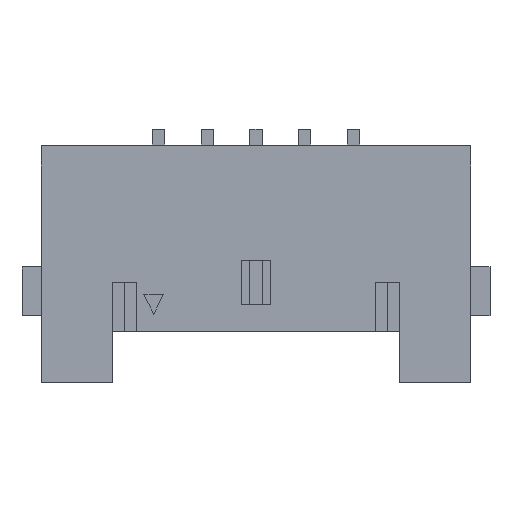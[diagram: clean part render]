
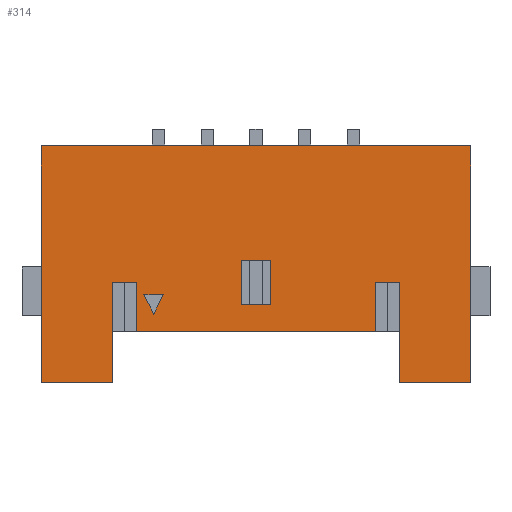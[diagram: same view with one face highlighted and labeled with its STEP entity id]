
A CAD part, top view. The second image highlights one B-rep face of the part: STEP entity #314.
In plain terms, the highlighted planar face has unit normal (0, 0, 1).
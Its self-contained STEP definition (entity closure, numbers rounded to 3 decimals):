
#314=ADVANCED_FACE('',(#719,#720,#721),#531,.T.);
#531=PLANE('',#4502);
#719=FACE_BOUND('',#754,.T.);
#720=FACE_BOUND('',#755,.T.);
#721=FACE_BOUND('',#756,.T.);
#754=EDGE_LOOP('',(#1122,#1123,#1124));
#755=EDGE_LOOP('',(#1125,#1126,#1127,#1128));
#756=EDGE_LOOP('',(#1129,#1130,#1131,#1132,#1133,#1134,#1135,#1136,#1137,
#1138,#1139,#1140));
#1122=ORIENTED_EDGE('',*,*,#2787,.F.);
#1123=ORIENTED_EDGE('',*,*,#2788,.F.);
#1124=ORIENTED_EDGE('',*,*,#2789,.F.);
#1125=ORIENTED_EDGE('',*,*,#2790,.F.);
#1126=ORIENTED_EDGE('',*,*,#2791,.F.);
#1127=ORIENTED_EDGE('',*,*,#2792,.F.);
#1128=ORIENTED_EDGE('',*,*,#2793,.F.);
#1129=ORIENTED_EDGE('',*,*,#2794,.F.);
#1130=ORIENTED_EDGE('',*,*,#2795,.F.);
#1131=ORIENTED_EDGE('',*,*,#2796,.F.);
#1132=ORIENTED_EDGE('',*,*,#2797,.F.);
#1133=ORIENTED_EDGE('',*,*,#2798,.F.);
#1134=ORIENTED_EDGE('',*,*,#2799,.F.);
#1135=ORIENTED_EDGE('',*,*,#2800,.F.);
#1136=ORIENTED_EDGE('',*,*,#2750,.F.);
#1137=ORIENTED_EDGE('',*,*,#2740,.F.);
#1138=ORIENTED_EDGE('',*,*,#2801,.T.);
#1139=ORIENTED_EDGE('',*,*,#2732,.T.);
#1140=ORIENTED_EDGE('',*,*,#2745,.F.);
#2307=VERTEX_POINT('',#6015);
#2308=VERTEX_POINT('',#6017);
#2311=VERTEX_POINT('',#6024);
#2315=VERTEX_POINT('',#6032);
#2319=VERTEX_POINT('',#6042);
#2322=VERTEX_POINT('',#6052);
#2355=VERTEX_POINT('',#6125);
#2356=VERTEX_POINT('',#6126);
#2357=VERTEX_POINT('',#6128);
#2358=VERTEX_POINT('',#6131);
#2359=VERTEX_POINT('',#6132);
#2360=VERTEX_POINT('',#6134);
#2361=VERTEX_POINT('',#6136);
#2362=VERTEX_POINT('',#6139);
#2363=VERTEX_POINT('',#6141);
#2364=VERTEX_POINT('',#6143);
#2365=VERTEX_POINT('',#6145);
#2366=VERTEX_POINT('',#6147);
#2367=VERTEX_POINT('',#6149);
#2732=EDGE_CURVE('',#2308,#2307,#3366,.T.);
#2740=EDGE_CURVE('',#2315,#2311,#3374,.T.);
#2745=EDGE_CURVE('',#2319,#2307,#3379,.T.);
#2750=EDGE_CURVE('',#2311,#2322,#3384,.T.);
#2787=EDGE_CURVE('',#2355,#2356,#3421,.T.);
#2788=EDGE_CURVE('',#2357,#2355,#3422,.T.);
#2789=EDGE_CURVE('',#2356,#2357,#3423,.T.);
#2790=EDGE_CURVE('',#2358,#2359,#3424,.T.);
#2791=EDGE_CURVE('',#2360,#2358,#3425,.T.);
#2792=EDGE_CURVE('',#2361,#2360,#3426,.T.);
#2793=EDGE_CURVE('',#2359,#2361,#3427,.T.);
#2794=EDGE_CURVE('',#2362,#2319,#3428,.T.);
#2795=EDGE_CURVE('',#2363,#2362,#3429,.T.);
#2796=EDGE_CURVE('',#2364,#2363,#3430,.T.);
#2797=EDGE_CURVE('',#2365,#2364,#3431,.T.);
#2798=EDGE_CURVE('',#2366,#2365,#3432,.T.);
#2799=EDGE_CURVE('',#2367,#2366,#3433,.T.);
#2800=EDGE_CURVE('',#2322,#2367,#3434,.T.);
#2801=EDGE_CURVE('',#2315,#2308,#3435,.T.);
#3366=LINE('',#6016,#3968);
#3374=LINE('',#6033,#3976);
#3379=LINE('',#6043,#3981);
#3384=LINE('',#6051,#3986);
#3421=LINE('',#6124,#4023);
#3422=LINE('',#6127,#4024);
#3423=LINE('',#6129,#4025);
#3424=LINE('',#6130,#4026);
#3425=LINE('',#6133,#4027);
#3426=LINE('',#6135,#4028);
#3427=LINE('',#6137,#4029);
#3428=LINE('',#6138,#4030);
#3429=LINE('',#6140,#4031);
#3430=LINE('',#6142,#4032);
#3431=LINE('',#6144,#4033);
#3432=LINE('',#6146,#4034);
#3433=LINE('',#6148,#4035);
#3434=LINE('',#6150,#4036);
#3435=LINE('',#6151,#4037);
#3968=VECTOR('',#4848,1.);
#3976=VECTOR('',#4858,1.);
#3981=VECTOR('',#4865,1.);
#3986=VECTOR('',#4872,1.);
#4023=VECTOR('',#4915,1.);
#4024=VECTOR('',#4916,1.);
#4025=VECTOR('',#4917,1.);
#4026=VECTOR('',#4918,1.);
#4027=VECTOR('',#4919,1.);
#4028=VECTOR('',#4920,1.);
#4029=VECTOR('',#4921,1.);
#4030=VECTOR('',#4922,1.);
#4031=VECTOR('',#4923,1.);
#4032=VECTOR('',#4924,1.);
#4033=VECTOR('',#4925,1.);
#4034=VECTOR('',#4926,1.);
#4035=VECTOR('',#4927,1.);
#4036=VECTOR('',#4928,1.);
#4037=VECTOR('',#4929,1.);
#4502=AXIS2_PLACEMENT_3D('',#6152,#4930,#4931);
#4848=DIRECTION('',(0.,-1.,0.));
#4858=DIRECTION('',(0.,-1.,0.));
#4865=DIRECTION('',(-1.,0.,0.));
#4872=DIRECTION('',(-1.,0.,0.));
#4915=DIRECTION('',(0.447,-0.894,0.));
#4916=DIRECTION('',(-1.,0.,0.));
#4917=DIRECTION('',(0.447,0.894,0.));
#4918=DIRECTION('',(0.,-1.,0.));
#4919=DIRECTION('',(-1.,0.,0.));
#4920=DIRECTION('',(0.,1.,0.));
#4921=DIRECTION('',(1.,0.,0.));
#4922=DIRECTION('',(0.,-1.,0.));
#4923=DIRECTION('',(-1.,0.,0.));
#4924=DIRECTION('',(0.,1.,0.));
#4925=DIRECTION('',(-1.,0.,0.));
#4926=DIRECTION('',(0.,-1.,0.));
#4927=DIRECTION('',(-1.,0.,0.));
#4928=DIRECTION('',(0.,1.,0.));
#4929=DIRECTION('',(-1.,0.,0.));
#4930=DIRECTION('',(0.,0.,1.));
#4931=DIRECTION('',(1.,0.,0.));
#6015=CARTESIAN_POINT('',(-6.4,2.05,1.42));
#6016=CARTESIAN_POINT('',(-6.4,6.9,1.42));
#6017=CARTESIAN_POINT('',(-6.4,6.9,1.42));
#6024=CARTESIAN_POINT('',(2.4,2.05,1.42));
#6032=CARTESIAN_POINT('',(2.4,6.9,1.42));
#6033=CARTESIAN_POINT('',(2.4,6.9,1.42));
#6042=CARTESIAN_POINT('',(-4.95,2.05,1.42));
#6043=CARTESIAN_POINT('',(2.4,2.05,1.42));
#6051=CARTESIAN_POINT('',(2.4,2.05,1.42));
#6052=CARTESIAN_POINT('',(0.95,2.05,1.42));
#6124=CARTESIAN_POINT('',(-4.3,3.85,1.42));
#6125=CARTESIAN_POINT('',(-4.3,3.85,1.42));
#6126=CARTESIAN_POINT('',(-4.1,3.45,1.42));
#6127=CARTESIAN_POINT('',(-3.9,3.85,1.42));
#6128=CARTESIAN_POINT('',(-3.9,3.85,1.42));
#6129=CARTESIAN_POINT('',(-4.1,3.45,1.42));
#6130=CARTESIAN_POINT('',(-2.3,4.55,1.42));
#6131=CARTESIAN_POINT('',(-2.3,4.55,1.42));
#6132=CARTESIAN_POINT('',(-2.3,3.65,1.42));
#6133=CARTESIAN_POINT('',(-1.7,4.55,1.42));
#6134=CARTESIAN_POINT('',(-1.7,4.55,1.42));
#6135=CARTESIAN_POINT('',(-1.7,3.65,1.42));
#6136=CARTESIAN_POINT('',(-1.7,3.65,1.42));
#6137=CARTESIAN_POINT('',(-2.3,3.65,1.42));
#6138=CARTESIAN_POINT('',(-4.95,4.1,1.42));
#6139=CARTESIAN_POINT('',(-4.95,4.1,1.42));
#6140=CARTESIAN_POINT('',(-4.45,4.1,1.42));
#6141=CARTESIAN_POINT('',(-4.45,4.1,1.42));
#6142=CARTESIAN_POINT('',(-4.45,3.1,1.42));
#6143=CARTESIAN_POINT('',(-4.45,3.1,1.42));
#6144=CARTESIAN_POINT('',(0.45,3.1,1.42));
#6145=CARTESIAN_POINT('',(0.45,3.1,1.42));
#6146=CARTESIAN_POINT('',(0.45,4.1,1.42));
#6147=CARTESIAN_POINT('',(0.45,4.1,1.42));
#6148=CARTESIAN_POINT('',(0.95,4.1,1.42));
#6149=CARTESIAN_POINT('',(0.95,4.1,1.42));
#6150=CARTESIAN_POINT('',(0.95,2.05,1.42));
#6151=CARTESIAN_POINT('',(2.4,6.9,1.42));
#6152=CARTESIAN_POINT('',(2.4,6.9,1.42));
